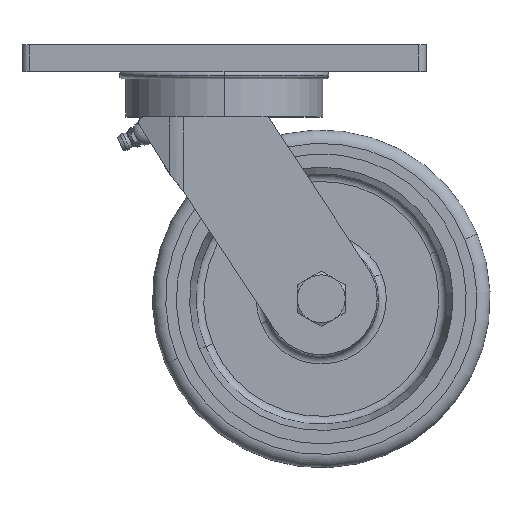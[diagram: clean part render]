
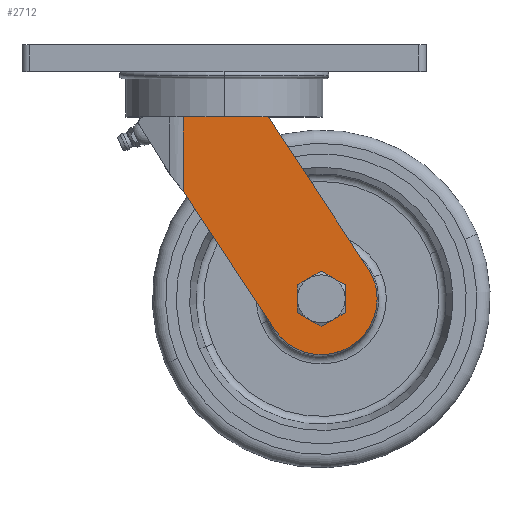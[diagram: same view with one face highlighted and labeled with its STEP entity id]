
A CAD part, top view. The second image highlights one B-rep face of the part: STEP entity #2712.
In plain terms, the highlighted planar face has unit normal (0, 0, 1).
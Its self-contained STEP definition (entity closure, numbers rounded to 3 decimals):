
#148 = DIRECTION ( 'NONE',  ( 0., 1., 0. ) ) ;
#208 = DIRECTION ( 'NONE',  ( 1., 0., 0. ) ) ;
#388 = AXIS2_PLACEMENT_3D ( 'NONE', #1706, #3291, #208 ) ;
#628 = CIRCLE ( 'NONE', #1286, 6.5 ) ;
#652 = VECTOR ( 'NONE', #7730, 1000. ) ;
#709 = CARTESIAN_POINT ( 'NONE',  ( 54.024, -83.929, 27.698 ) ) ;
#1076 = DIRECTION ( 'NONE',  ( 1., 0., 0. ) ) ;
#1167 = ORIENTED_EDGE ( 'NONE', *, *, #6017, .T. ) ;
#1286 = AXIS2_PLACEMENT_3D ( 'NONE', #7695, #3957, #4720 ) ;
#1345 = CARTESIAN_POINT ( 'NONE',  ( -15.32, -27.1, 27.698 ) ) ;
#1445 = VECTOR ( 'NONE', #7327, 1000. ) ;
#1617 = LINE ( 'NONE', #709, #9421 ) ;
#1670 = CARTESIAN_POINT ( 'NONE',  ( 54.024, -83.929, 27.698 ) ) ;
#1706 = CARTESIAN_POINT ( 'NONE',  ( 36.5, -95.5, 27.698 ) ) ;
#1958 = VERTEX_POINT ( 'NONE', #1345 ) ;
#2013 = CARTESIAN_POINT ( 'NONE',  ( 36.5, -95.5, 27.698 ) ) ;
#2029 = VERTEX_POINT ( 'NONE', #6691 ) ;
#2054 = CARTESIAN_POINT ( 'NONE',  ( -33.83, -27.1, 27.698 ) ) ;
#2127 = ORIENTED_EDGE ( 'NONE', *, *, #5907, .T. ) ;
#2159 = CARTESIAN_POINT ( 'NONE',  ( 36.5, -27.1, 27.698 ) ) ;
#2537 = CARTESIAN_POINT ( 'NONE',  ( 18.976, -107.071, 27.698 ) ) ;
#2610 = AXIS2_PLACEMENT_3D ( 'NONE', #2013, #7254, #2784 ) ;
#2712 = ADVANCED_FACE ( 'NONE', ( #5255, #6997 ), #6898, .F. ) ;
#2784 = DIRECTION ( 'NONE',  ( 1., 0., 0. ) ) ;
#3216 = CARTESIAN_POINT ( 'NONE',  ( 36.5, -95.5, 27.698 ) ) ;
#3291 = DIRECTION ( 'NONE',  ( 0., 0., 1. ) ) ;
#3338 = VERTEX_POINT ( 'NONE', #8431 ) ;
#3347 = ORIENTED_EDGE ( 'NONE', *, *, #7135, .T. ) ;
#3742 = EDGE_LOOP ( 'NONE', ( #8807, #4152 ) ) ;
#3957 = DIRECTION ( 'NONE',  ( 0., 0., 1. ) ) ;
#3966 = DIRECTION ( 'NONE',  ( 0., 0., -1. ) ) ;
#4113 = VERTEX_POINT ( 'NONE', #2537 ) ;
#4125 = CARTESIAN_POINT ( 'NONE',  ( 36.5, -95.5, 27.698 ) ) ;
#4152 = ORIENTED_EDGE ( 'NONE', *, *, #6959, .F. ) ;
#4412 = AXIS2_PLACEMENT_3D ( 'NONE', #3216, #3966, #6827 ) ;
#4720 = DIRECTION ( 'NONE',  ( 1., 0., 0. ) ) ;
#4783 = CIRCLE ( 'NONE', #2610, 21. ) ;
#4898 = CARTESIAN_POINT ( 'NONE',  ( -15.32, -55.133, 27.698 ) ) ;
#4996 = CIRCLE ( 'NONE', #9118, 6.5 ) ;
#5158 = VERTEX_POINT ( 'NONE', #8833 ) ;
#5255 = FACE_BOUND ( 'NONE', #3742, .T. ) ;
#5324 = EDGE_CURVE ( 'NONE', #9083, #2029, #1617, .T. ) ;
#5669 = ORIENTED_EDGE ( 'NONE', *, *, #7955, .T. ) ;
#5907 = EDGE_CURVE ( 'NONE', #7030, #4113, #9494, .T. ) ;
#6017 = EDGE_CURVE ( 'NONE', #2029, #1958, #7231, .T. ) ;
#6419 = ORIENTED_EDGE ( 'NONE', *, *, #7472, .F. ) ;
#6666 = DIRECTION ( 'NONE',  ( -0.551, 0.834, 0. ) ) ;
#6691 = CARTESIAN_POINT ( 'NONE',  ( 16.5, -27.1, 27.698 ) ) ;
#6827 = DIRECTION ( 'NONE',  ( 1., 0., 0. ) ) ;
#6898 = PLANE ( 'NONE',  #4412 ) ;
#6957 = EDGE_CURVE ( 'NONE', #5158, #3338, #628, .T. ) ;
#6959 = EDGE_CURVE ( 'NONE', #3338, #5158, #4996, .T. ) ;
#6997 = FACE_OUTER_BOUND ( 'NONE', #8860, .T. ) ;
#7030 = VERTEX_POINT ( 'NONE', #4898 ) ;
#7135 = EDGE_CURVE ( 'NONE', #9428, #9083, #4783, .T. ) ;
#7231 = LINE ( 'NONE', #2159, #1445 ) ;
#7254 = DIRECTION ( 'NONE',  ( 0., 0., 1. ) ) ;
#7327 = DIRECTION ( 'NONE',  ( -1., 0., 0. ) ) ;
#7472 = EDGE_CURVE ( 'NONE', #7030, #1958, #8539, .T. ) ;
#7695 = CARTESIAN_POINT ( 'NONE',  ( 36.5, -95.5, 27.698 ) ) ;
#7730 = DIRECTION ( 'NONE',  ( 0.551, -0.834, 0. ) ) ;
#7955 = EDGE_CURVE ( 'NONE', #4113, #9428, #8881, .T. ) ;
#8070 = VECTOR ( 'NONE', #148, 1000. ) ;
#8162 = CARTESIAN_POINT ( 'NONE',  ( 57.5, -95.5, 27.698 ) ) ;
#8431 = CARTESIAN_POINT ( 'NONE',  ( 30., -95.5, 27.698 ) ) ;
#8539 = LINE ( 'NONE', #9177, #8070 ) ;
#8807 = ORIENTED_EDGE ( 'NONE', *, *, #6957, .F. ) ;
#8833 = CARTESIAN_POINT ( 'NONE',  ( 43., -95.5, 27.698 ) ) ;
#8860 = EDGE_LOOP ( 'NONE', ( #2127, #5669, #3347, #9679, #1167, #6419 ) ) ;
#8881 = CIRCLE ( 'NONE', #388, 21. ) ;
#9083 = VERTEX_POINT ( 'NONE', #1670 ) ;
#9118 = AXIS2_PLACEMENT_3D ( 'NONE', #4125, #9380, #1076 ) ;
#9177 = CARTESIAN_POINT ( 'NONE',  ( -15.32, -95.5, 27.698 ) ) ;
#9380 = DIRECTION ( 'NONE',  ( 0., 0., 1. ) ) ;
#9421 = VECTOR ( 'NONE', #6666, 1000. ) ;
#9428 = VERTEX_POINT ( 'NONE', #8162 ) ;
#9494 = LINE ( 'NONE', #2054, #652 ) ;
#9679 = ORIENTED_EDGE ( 'NONE', *, *, #5324, .T. ) ;
